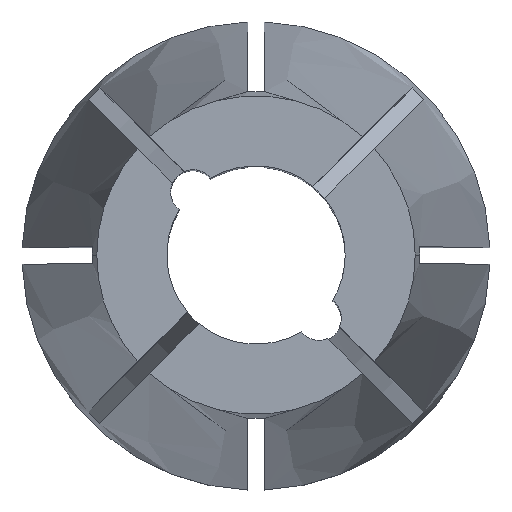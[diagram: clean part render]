
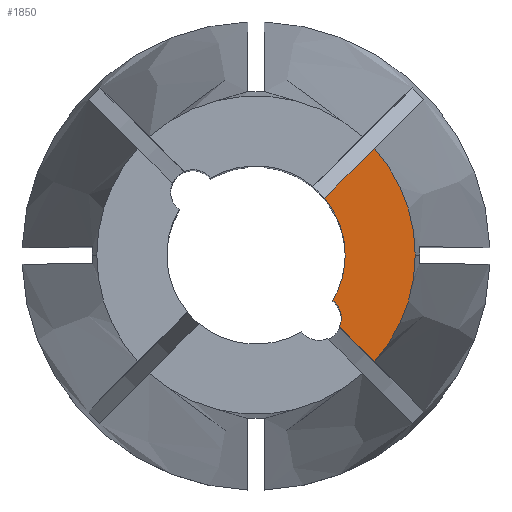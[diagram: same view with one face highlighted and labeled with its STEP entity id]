
A CAD part, top view. The second image highlights one B-rep face of the part: STEP entity #1850.
In plain terms, the highlighted planar face has unit normal (0, 0, 1).
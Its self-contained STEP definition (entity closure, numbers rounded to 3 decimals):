
#65 = EDGE_CURVE ( 'NONE', #2244, #942, #2062, .T. ) ;
#163 = DIRECTION ( 'NONE',  ( 0., 0., 1. ) ) ;
#167 = DIRECTION ( 'NONE',  ( -1., 0., 0. ) ) ;
#197 = VERTEX_POINT ( 'NONE', #867 ) ;
#320 = AXIS2_PLACEMENT_3D ( 'NONE', #446, #1093, #1124 ) ;
#322 = DIRECTION ( 'NONE',  ( -1., 0., 0. ) ) ;
#359 = VERTEX_POINT ( 'NONE', #2196 ) ;
#375 = VERTEX_POINT ( 'NONE', #1798 ) ;
#389 = ORIENTED_EDGE ( 'NONE', *, *, #2172, .T. ) ;
#391 = DIRECTION ( 'NONE',  ( 0., 0., 1. ) ) ;
#446 = CARTESIAN_POINT ( 'NONE',  ( 0., 0., 0. ) ) ;
#452 = AXIS2_PLACEMENT_3D ( 'NONE', #1174, #1138, #1036 ) ;
#496 = VERTEX_POINT ( 'NONE', #1827 ) ;
#545 = ORIENTED_EDGE ( 'NONE', *, *, #628, .T. ) ;
#559 = VERTEX_POINT ( 'NONE', #902 ) ;
#593 = EDGE_CURVE ( 'NONE', #359, #2244, #1693, .T. ) ;
#620 = DIRECTION ( 'NONE',  ( 0., 0., 1. ) ) ;
#628 = EDGE_CURVE ( 'NONE', #359, #375, #2054, .T. ) ;
#638 = CIRCLE ( 'NONE', #1349, 7.141 ) ;
#723 = CARTESIAN_POINT ( 'NONE',  ( 0., 0., 0. ) ) ;
#799 = VECTOR ( 'NONE', #930, 1000. ) ;
#805 = AXIS2_PLACEMENT_3D ( 'NONE', #994, #620, #167 ) ;
#867 = CARTESIAN_POINT ( 'NONE',  ( 4., 0., 0. ) ) ;
#887 = CARTESIAN_POINT ( 'NONE',  ( 0., 0., 0. ) ) ;
#902 = CARTESIAN_POINT ( 'NONE',  ( 5.308, 4.778, 0. ) ) ;
#930 = DIRECTION ( 'NONE',  ( -0.707, 0.707, 0. ) ) ;
#942 = VERTEX_POINT ( 'NONE', #1305 ) ;
#966 = ORIENTED_EDGE ( 'NONE', *, *, #593, .F. ) ;
#994 = CARTESIAN_POINT ( 'NONE',  ( 2.828, -2.828, 0. ) ) ;
#1011 = VECTOR ( 'NONE', #1073, 1000. ) ;
#1036 = DIRECTION ( 'NONE',  ( 1., 0., 0. ) ) ;
#1043 = ORIENTED_EDGE ( 'NONE', *, *, #1127, .F. ) ;
#1072 = EDGE_LOOP ( 'NONE', ( #1332, #2215, #966, #545, #389, #1741, #1043 ) ) ;
#1073 = DIRECTION ( 'NONE',  ( 0.707, 0.707, 0. ) ) ;
#1093 = DIRECTION ( 'NONE',  ( 0., 0., 1. ) ) ;
#1124 = DIRECTION ( 'NONE',  ( 1., 0., 0. ) ) ;
#1127 = EDGE_CURVE ( 'NONE', #197, #496, #2212, .T. ) ;
#1138 = DIRECTION ( 'NONE',  ( 0., 0., 1. ) ) ;
#1174 = CARTESIAN_POINT ( 'NONE',  ( 0., 0., 0. ) ) ;
#1305 = CARTESIAN_POINT ( 'NONE',  ( 3.442, -2.038, 0. ) ) ;
#1332 = ORIENTED_EDGE ( 'NONE', *, *, #1694, .F. ) ;
#1349 = AXIS2_PLACEMENT_3D ( 'NONE', #723, #391, #1951 ) ;
#1374 = CARTESIAN_POINT ( 'NONE',  ( 3.749, -3.219, 0. ) ) ;
#1383 = CARTESIAN_POINT ( 'NONE',  ( 0., 0., 0. ) ) ;
#1466 = CARTESIAN_POINT ( 'NONE',  ( 0.265, 0.265, 0. ) ) ;
#1484 = FACE_OUTER_BOUND ( 'NONE', #1072, .T. ) ;
#1510 = AXIS2_PLACEMENT_3D ( 'NONE', #887, #2245, #322 ) ;
#1635 = DIRECTION ( 'NONE',  ( 1., 0., 0. ) ) ;
#1660 = AXIS2_PLACEMENT_3D ( 'NONE', #1383, #163, #1635 ) ;
#1693 = LINE ( 'NONE', #1466, #799 ) ;
#1694 = EDGE_CURVE ( 'NONE', #942, #197, #2213, .T. ) ;
#1715 = PLANE ( 'NONE',  #1510 ) ;
#1741 = ORIENTED_EDGE ( 'NONE', *, *, #2236, .F. ) ;
#1766 = CARTESIAN_POINT ( 'NONE',  ( 0.265, -0.265, 0. ) ) ;
#1798 = CARTESIAN_POINT ( 'NONE',  ( 7.141, 0., 0. ) ) ;
#1827 = CARTESIAN_POINT ( 'NONE',  ( 3.081, 2.551, 0. ) ) ;
#1850 = ADVANCED_FACE ( 'NONE', ( #1484 ), #1715, .F. ) ;
#1855 = LINE ( 'NONE', #1766, #1011 ) ;
#1951 = DIRECTION ( 'NONE',  ( 1., 0., 0. ) ) ;
#2054 = CIRCLE ( 'NONE', #1660, 7.141 ) ;
#2062 = CIRCLE ( 'NONE', #805, 1. ) ;
#2172 = EDGE_CURVE ( 'NONE', #375, #559, #638, .T. ) ;
#2196 = CARTESIAN_POINT ( 'NONE',  ( 5.308, -4.778, 0. ) ) ;
#2212 = CIRCLE ( 'NONE', #452, 4. ) ;
#2213 = CIRCLE ( 'NONE', #320, 4. ) ;
#2215 = ORIENTED_EDGE ( 'NONE', *, *, #65, .F. ) ;
#2236 = EDGE_CURVE ( 'NONE', #496, #559, #1855, .T. ) ;
#2244 = VERTEX_POINT ( 'NONE', #1374 ) ;
#2245 = DIRECTION ( 'NONE',  ( 0., 0., -1. ) ) ;
